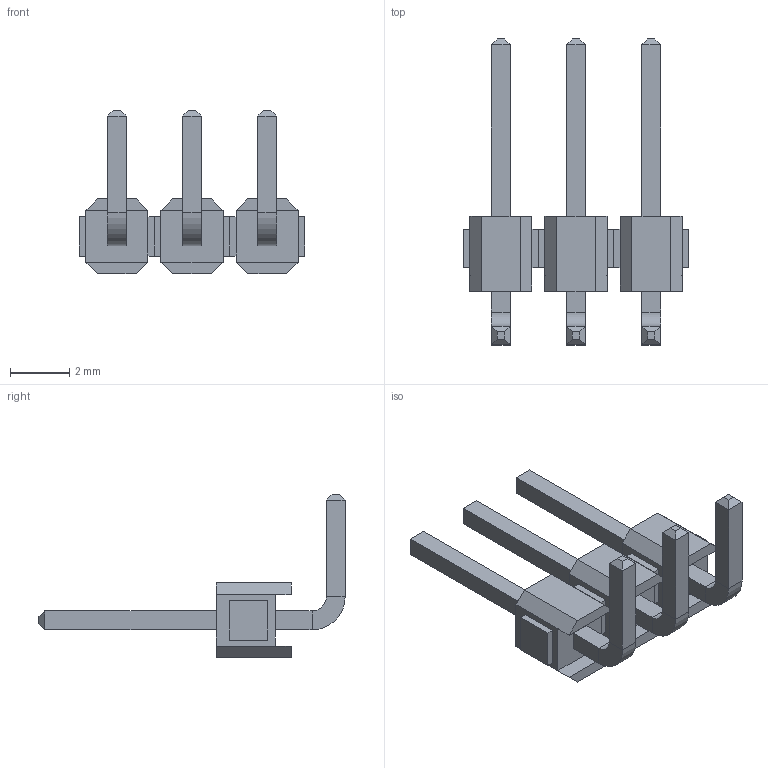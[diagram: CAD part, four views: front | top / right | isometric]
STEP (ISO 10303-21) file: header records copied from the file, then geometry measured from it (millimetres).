
FILE_DESCRIPTION (( 'STEP AP214' ), '1' );
FILE_NAME ('PLSR-03D.STEP', '2019-07-02T21:06:14', ( '' ), ( '' ), 'SwSTEP 2.0', 'SolidWorks 2018', '' );
FILE_SCHEMA (( 'AUTOMOTIVE_DESIGN' ));
Length unit declared in the file: millimetre
Products named in the file (1): PLSR-03D
Bounding box: 7.62 x 10.36 x 5.54 mm (x, y, z)
Volume: 49 mm3; surface area: 191.5 mm2
Topology: 3 solids, 3 shells, 150 faces, 336 edges, 204 vertices
Faces by surface type: plane 144, cylinder 6
Entity records: 5714 total; most frequent: CARTESIAN_POINT 691, ORIENTED_EDGE 672, DIRECTION 650, EDGE_CURVE 336, VECTOR 324, LINE 324, VERTEX_POINT 204, AXIS2_PLACEMENT_3D 163
